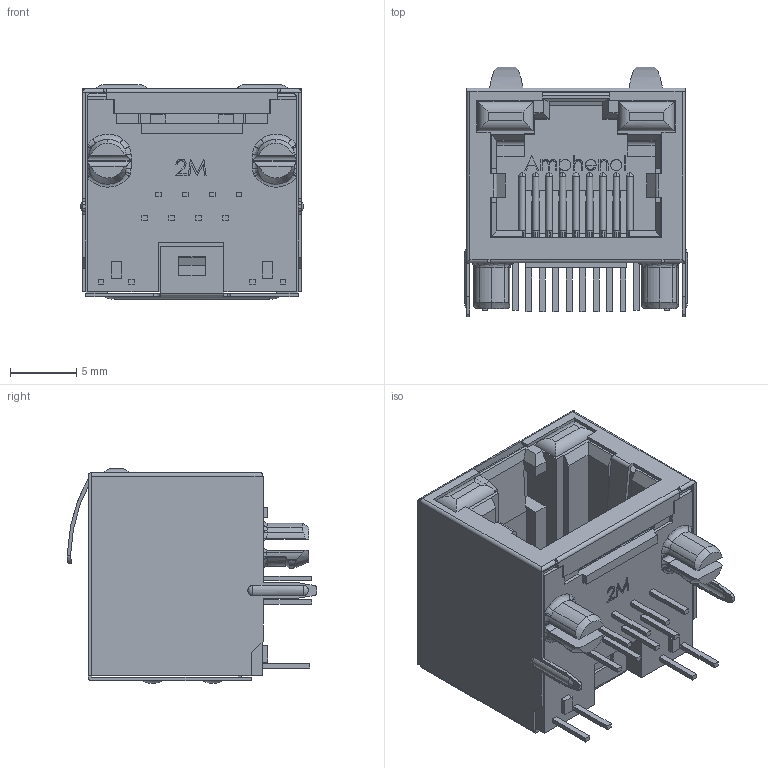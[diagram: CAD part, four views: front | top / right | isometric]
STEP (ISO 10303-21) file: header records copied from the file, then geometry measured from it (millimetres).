
FILE_DESCRIPTION (( 'STEP AP214' ), '1' );
FILE_NAME ('M-RJHSE-538D-REVT1_1.STEP', '2014-09-09T02:03:10', ( '' ), ( '' ), 'SwSTEP 2.0', 'SolidWorks 2013', '' );
FILE_SCHEMA (( 'AUTOMOTIVE_DESIGN' ));
Length unit declared in the file: millimetre
Products named in the file (1): M-RJHSE-538D-REVT1_1
Bounding box: 16.83 x 18.84 x 16.2 mm (x, y, z)
Volume: 2161.9 mm3; surface area: 4130.2 mm2
Topology: 1 solids, 1 shells, 1071 faces, 3026 edges, 1988 vertices
Faces by surface type: plane 702, cylinder 213, bspline 148, cone 8
Entity records: 42001 total; most frequent: CARTESIAN_POINT 16459, ORIENTED_EDGE 6020, DIRECTION 4052, EDGE_CURVE 3010, VERTEX_POINT 1988, LINE 1942, VECTOR 1942, EDGE_LOOP 1152
